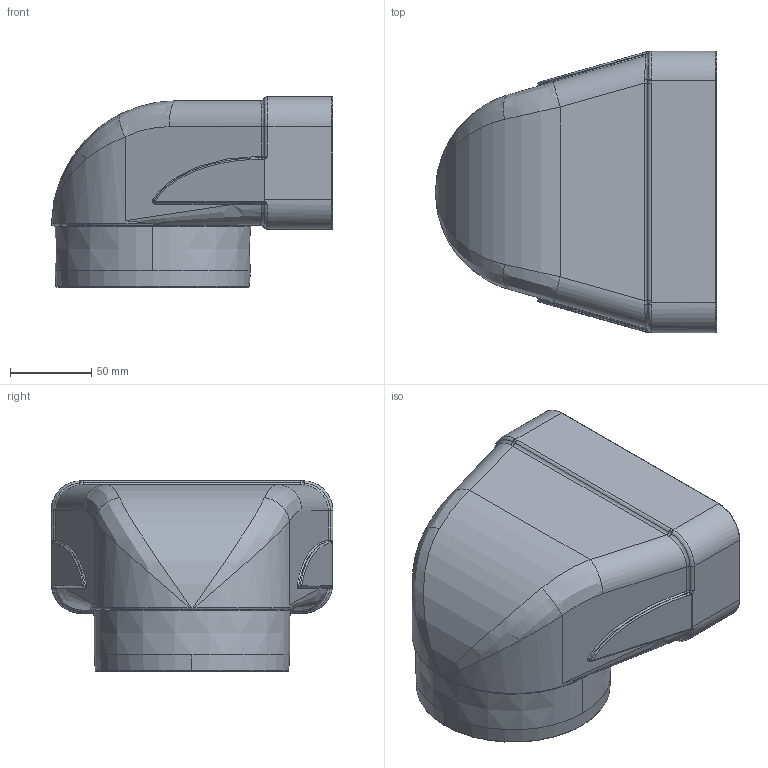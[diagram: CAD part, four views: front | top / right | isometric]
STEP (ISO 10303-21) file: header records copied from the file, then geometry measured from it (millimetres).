
FILE_DESCRIPTION(('STEP AP214'),'1');
FILE_NAME('.STP','2023-12-04T09:22:41',(' '),(' '),'Spatial InterOp 3D',' ',' ');
FILE_SCHEMA(('AUTOMOTIVE_DESIGN { 1 0 10303 214 1 1 1 1 }'));
Length unit declared in the file: millimetre
Products named in the file (2): 4033010_V MF-UR 125 Umlenkstück 90°; ASSEM1
Assembly tree (1 placements, depth 2):
  4033010_V MF-UR 125 Umlenkstück 90°
    ASSEM1
Bounding box: 173.49 x 173.78 x 117.39 mm (x, y, z)
Volume: 1244036.3 mm3; surface area: 134448.9 mm2
Topology: 1 solids, 1 shells, 164 faces, 378 edges, 217 vertices
Faces by surface type: bspline 52, cylinder 40, plane 26, torus 24, cone 14, sphere 6, extrusion 2
Entity records: 11369 total; most frequent: CARTESIAN_POINT 6659, ORIENTED_EDGE 752, DIRECTION 650, EDGE_CURVE 376, AXIS2_PLACEMENT_3D 270, VERTEX_POINT 217, EDGE_LOOP 167, ADVANCED_FACE 164
